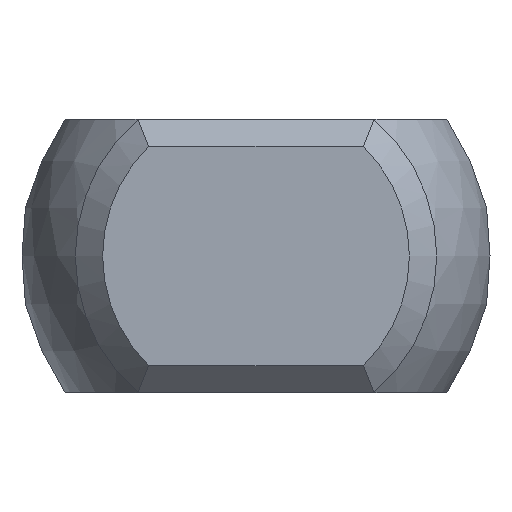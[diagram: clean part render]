
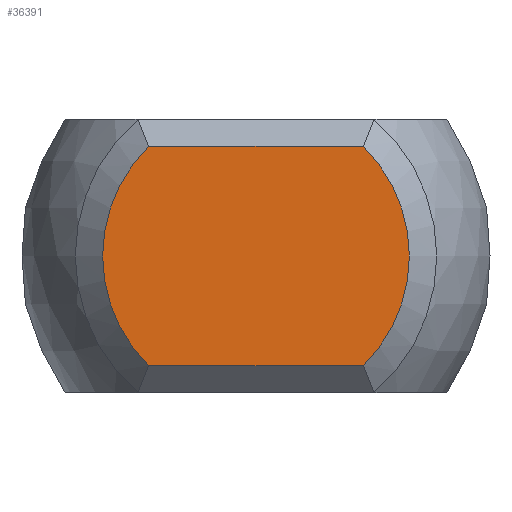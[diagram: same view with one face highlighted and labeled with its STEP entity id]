
A CAD part, left-side view. The second image highlights one B-rep face of the part: STEP entity #36391.
In plain terms, the highlighted planar face has unit normal (-1, 0, 0).
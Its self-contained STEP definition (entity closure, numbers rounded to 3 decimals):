
#34795 = PLANE('',#34796);
#34796 = AXIS2_PLACEMENT_3D('',#34797,#34798,#34799);
#34797 = CARTESIAN_POINT('',(-24.75,3.125,2.25));
#34798 = DIRECTION('',(-0.707,0.,0.707));
#34799 = DIRECTION('',(0.707,0.,0.707));
#36035 = EDGE_CURVE('',#36036,#36038,#36040,.T.);
#36036 = VERTEX_POINT('',#36037);
#36037 = CARTESIAN_POINT('',(-25.,-1.96,-2.));
#36038 = VERTEX_POINT('',#36039);
#36039 = CARTESIAN_POINT('',(-25.,1.96,-2.));
#36040 = SURFACE_CURVE('',#36041,(#36045,#36057),.PCURVE_S1.);
#36041 = LINE('',#36042,#36043);
#36042 = CARTESIAN_POINT('',(-25.,-3.125,-2.));
#36043 = VECTOR('',#36044,1.);
#36044 = DIRECTION('',(0.,1.,0.));
#36045 = PCURVE('',#36046,#36051);
#36046 = PLANE('',#36047);
#36047 = AXIS2_PLACEMENT_3D('',#36048,#36049,#36050);
#36048 = CARTESIAN_POINT('',(-24.75,-3.125,-2.25));
#36049 = DIRECTION('',(-0.707,0.,
    -0.707));
#36050 = DIRECTION('',(-0.707,0.,0.707));
#36051 = DEFINITIONAL_REPRESENTATION('',(#36052),#36056);
#36052 = LINE('',#36053,#36054);
#36053 = CARTESIAN_POINT('',(0.354,0.));
#36054 = VECTOR('',#36055,1.);
#36055 = DIRECTION('',(0.,1.));
#36056 = ( GEOMETRIC_REPRESENTATION_CONTEXT(2) 
PARAMETRIC_REPRESENTATION_CONTEXT() REPRESENTATION_CONTEXT('2D SPACE',''
  ) );
#36057 = PCURVE('',#36058,#36063);
#36058 = PLANE('',#36059);
#36059 = AXIS2_PLACEMENT_3D('',#36060,#36061,#36062);
#36060 = CARTESIAN_POINT('',(-25.,0.,0.));
#36061 = DIRECTION('',(1.,0.,0.));
#36062 = DIRECTION('',(0.,0.,-1.));
#36063 = DEFINITIONAL_REPRESENTATION('',(#36064),#36068);
#36064 = LINE('',#36065,#36066);
#36065 = CARTESIAN_POINT('',(2.,-3.125));
#36066 = VECTOR('',#36067,1.);
#36067 = DIRECTION('',(0.,1.));
#36068 = ( GEOMETRIC_REPRESENTATION_CONTEXT(2) 
PARAMETRIC_REPRESENTATION_CONTEXT() REPRESENTATION_CONTEXT('2D SPACE',''
  ) );
#36088 = CONICAL_SURFACE('',#36089,3.05,0.785);
#36089 = AXIS2_PLACEMENT_3D('',#36090,#36091,#36092);
#36090 = CARTESIAN_POINT('',(-24.75,0.,0.));
#36091 = DIRECTION('',(1.,0.,0.));
#36092 = DIRECTION('',(-0.,1.,0.));
#36138 = CONICAL_SURFACE('',#36139,3.05,0.785);
#36139 = AXIS2_PLACEMENT_3D('',#36140,#36141,#36142);
#36140 = CARTESIAN_POINT('',(-24.75,0.,0.));
#36141 = DIRECTION('',(1.,0.,0.));
#36142 = DIRECTION('',(0.,-1.,0.));
#36152 = EDGE_CURVE('',#36153,#36155,#36157,.T.);
#36153 = VERTEX_POINT('',#36154);
#36154 = CARTESIAN_POINT('',(-25.,1.96,2.));
#36155 = VERTEX_POINT('',#36156);
#36156 = CARTESIAN_POINT('',(-25.,-1.96,2.));
#36157 = SURFACE_CURVE('',#36158,(#36162,#36169),.PCURVE_S1.);
#36158 = LINE('',#36159,#36160);
#36159 = CARTESIAN_POINT('',(-25.,3.125,2.));
#36160 = VECTOR('',#36161,1.);
#36161 = DIRECTION('',(0.,-1.,0.));
#36162 = PCURVE('',#34795,#36163);
#36163 = DEFINITIONAL_REPRESENTATION('',(#36164),#36168);
#36164 = LINE('',#36165,#36166);
#36165 = CARTESIAN_POINT('',(-0.354,0.));
#36166 = VECTOR('',#36167,1.);
#36167 = DIRECTION('',(0.,-1.));
#36168 = ( GEOMETRIC_REPRESENTATION_CONTEXT(2) 
PARAMETRIC_REPRESENTATION_CONTEXT() REPRESENTATION_CONTEXT('2D SPACE',''
  ) );
#36169 = PCURVE('',#36058,#36170);
#36170 = DEFINITIONAL_REPRESENTATION('',(#36171),#36175);
#36171 = LINE('',#36172,#36173);
#36172 = CARTESIAN_POINT('',(-2.,3.125));
#36173 = VECTOR('',#36174,1.);
#36174 = DIRECTION('',(0.,-1.));
#36175 = ( GEOMETRIC_REPRESENTATION_CONTEXT(2) 
PARAMETRIC_REPRESENTATION_CONTEXT() REPRESENTATION_CONTEXT('2D SPACE',''
  ) );
#36248 = EDGE_CURVE('',#36155,#36036,#36249,.T.);
#36249 = SURFACE_CURVE('',#36250,(#36255,#36262),.PCURVE_S1.);
#36250 = CIRCLE('',#36251,2.8);
#36251 = AXIS2_PLACEMENT_3D('',#36252,#36253,#36254);
#36252 = CARTESIAN_POINT('',(-25.,0.,0.));
#36253 = DIRECTION('',(1.,0.,0.));
#36254 = DIRECTION('',(0.,-1.,0.));
#36255 = PCURVE('',#36138,#36256);
#36256 = DEFINITIONAL_REPRESENTATION('',(#36257),#36261);
#36257 = LINE('',#36258,#36259);
#36258 = CARTESIAN_POINT('',(-6.283,-0.25));
#36259 = VECTOR('',#36260,1.);
#36260 = DIRECTION('',(1.,0.));
#36261 = ( GEOMETRIC_REPRESENTATION_CONTEXT(2) 
PARAMETRIC_REPRESENTATION_CONTEXT() REPRESENTATION_CONTEXT('2D SPACE',''
  ) );
#36262 = PCURVE('',#36058,#36263);
#36263 = DEFINITIONAL_REPRESENTATION('',(#36264),#36268);
#36264 = CIRCLE('',#36265,2.8);
#36265 = AXIS2_PLACEMENT_2D('',#36266,#36267);
#36266 = CARTESIAN_POINT('',(0.,0.));
#36267 = DIRECTION('',(0.,-1.));
#36268 = ( GEOMETRIC_REPRESENTATION_CONTEXT(2) 
PARAMETRIC_REPRESENTATION_CONTEXT() REPRESENTATION_CONTEXT('2D SPACE',''
  ) );
#36274 = EDGE_CURVE('',#36038,#36153,#36275,.T.);
#36275 = SURFACE_CURVE('',#36276,(#36281,#36288),.PCURVE_S1.);
#36276 = CIRCLE('',#36277,2.8);
#36277 = AXIS2_PLACEMENT_3D('',#36278,#36279,#36280);
#36278 = CARTESIAN_POINT('',(-25.,0.,0.));
#36279 = DIRECTION('',(1.,0.,0.));
#36280 = DIRECTION('',(-0.,1.,0.));
#36281 = PCURVE('',#36088,#36282);
#36282 = DEFINITIONAL_REPRESENTATION('',(#36283),#36287);
#36283 = LINE('',#36284,#36285);
#36284 = CARTESIAN_POINT('',(0.,-0.25));
#36285 = VECTOR('',#36286,1.);
#36286 = DIRECTION('',(1.,0.));
#36287 = ( GEOMETRIC_REPRESENTATION_CONTEXT(2) 
PARAMETRIC_REPRESENTATION_CONTEXT() REPRESENTATION_CONTEXT('2D SPACE',''
  ) );
#36288 = PCURVE('',#36058,#36289);
#36289 = DEFINITIONAL_REPRESENTATION('',(#36290),#36294);
#36290 = CIRCLE('',#36291,2.8);
#36291 = AXIS2_PLACEMENT_2D('',#36292,#36293);
#36292 = CARTESIAN_POINT('',(0.,0.));
#36293 = DIRECTION('',(0.,1.));
#36294 = ( GEOMETRIC_REPRESENTATION_CONTEXT(2) 
PARAMETRIC_REPRESENTATION_CONTEXT() REPRESENTATION_CONTEXT('2D SPACE',''
  ) );
#36391 = ADVANCED_FACE('',(#36392),#36058,.F.);
#36392 = FACE_BOUND('',#36393,.T.);
#36393 = EDGE_LOOP('',(#36394,#36395,#36396,#36397));
#36394 = ORIENTED_EDGE('',*,*,#36152,.F.);
#36395 = ORIENTED_EDGE('',*,*,#36274,.F.);
#36396 = ORIENTED_EDGE('',*,*,#36035,.F.);
#36397 = ORIENTED_EDGE('',*,*,#36248,.F.);
